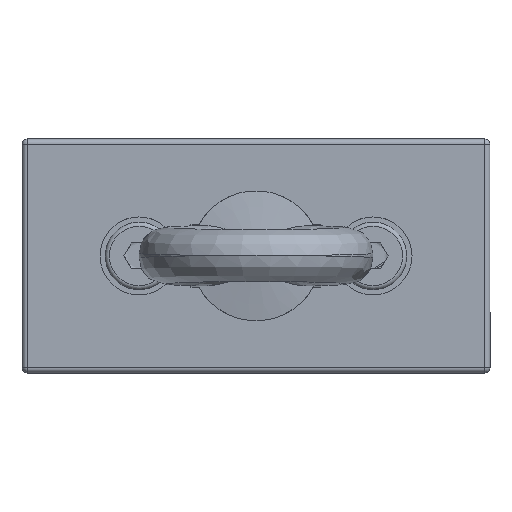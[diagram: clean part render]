
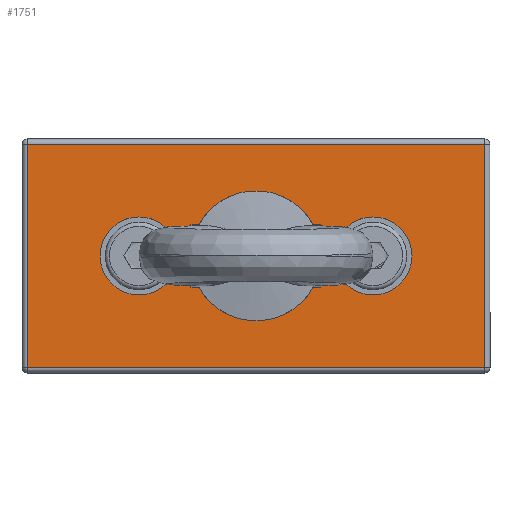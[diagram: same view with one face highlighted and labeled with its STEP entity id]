
A CAD part, top view. The second image highlights one B-rep face of the part: STEP entity #1751.
In plain terms, the highlighted planar face has unit normal (0, 0, 1).
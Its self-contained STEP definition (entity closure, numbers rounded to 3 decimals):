
#83=FACE_BOUND('',#404,.T.);
#84=FACE_BOUND('',#405,.T.);
#85=FACE_BOUND('',#406,.T.);
#176=PLANE('',#2066);
#292=FACE_OUTER_BOUND('',#403,.T.);
#403=EDGE_LOOP('',(#1400,#1401,#1402,#1403));
#404=EDGE_LOOP('',(#1404));
#405=EDGE_LOOP('',(#1405));
#406=EDGE_LOOP('',(#1406));
#501=LINE('',#3428,#614);
#505=LINE('',#3437,#618);
#509=LINE('',#3446,#622);
#513=LINE('',#3455,#626);
#614=VECTOR('',#2371,10.);
#618=VECTOR('',#2381,10.);
#622=VECTOR('',#2391,10.);
#626=VECTOR('',#2401,10.);
#724=CIRCLE('',#2032,4.188);
#743=CIRCLE('',#2067,7.5);
#744=CIRCLE('',#2068,7.5);
#828=VERTEX_POINT('',#3395);
#831=VERTEX_POINT('',#3402);
#833=VERTEX_POINT('',#3407);
#837=VERTEX_POINT('',#3416);
#839=VERTEX_POINT('',#3421);
#851=VERTEX_POINT('',#3474);
#852=VERTEX_POINT('',#3476);
#1016=EDGE_CURVE('',#828,#828,#724,.T.);
#1030=EDGE_CURVE('',#839,#837,#501,.T.);
#1035=EDGE_CURVE('',#833,#839,#505,.T.);
#1040=EDGE_CURVE('',#837,#831,#509,.T.);
#1045=EDGE_CURVE('',#831,#833,#513,.T.);
#1055=EDGE_CURVE('',#851,#851,#743,.T.);
#1056=EDGE_CURVE('',#852,#852,#744,.T.);
#1400=ORIENTED_EDGE('',*,*,#1030,.F.);
#1401=ORIENTED_EDGE('',*,*,#1035,.F.);
#1402=ORIENTED_EDGE('',*,*,#1045,.F.);
#1403=ORIENTED_EDGE('',*,*,#1040,.F.);
#1404=ORIENTED_EDGE('',*,*,#1016,.T.);
#1405=ORIENTED_EDGE('',*,*,#1055,.T.);
#1406=ORIENTED_EDGE('',*,*,#1056,.T.);
#1751=ADVANCED_FACE('',(#292,#83,#84,#85),#176,.T.);
#2032=AXIS2_PLACEMENT_3D('',#3397,#2334,#2335);
#2066=AXIS2_PLACEMENT_3D('',#3473,#2422,#2423);
#2067=AXIS2_PLACEMENT_3D('',#3475,#2424,#2425);
#2068=AXIS2_PLACEMENT_3D('',#3477,#2426,#2427);
#2334=DIRECTION('center_axis',(0.,0.,-1.));
#2335=DIRECTION('ref_axis',(-1.,0.,0.));
#2371=DIRECTION('',(1.,0.,0.));
#2381=DIRECTION('',(0.,1.,0.));
#2391=DIRECTION('',(0.,-1.,0.));
#2401=DIRECTION('',(-1.,0.,0.));
#2422=DIRECTION('center_axis',(0.,0.,1.));
#2423=DIRECTION('ref_axis',(1.,0.,0.));
#2424=DIRECTION('center_axis',(0.,0.,-1.));
#2425=DIRECTION('ref_axis',(1.,0.,0.));
#2426=DIRECTION('center_axis',(0.,0.,-1.));
#2427=DIRECTION('ref_axis',(1.,0.,0.));
#3395=CARTESIAN_POINT('',(4.188,0.,15.));
#3397=CARTESIAN_POINT('Origin',(0.,0.,15.));
#3402=CARTESIAN_POINT('',(44.,-21.5,15.));
#3407=CARTESIAN_POINT('',(-44.,-21.5,15.));
#3416=CARTESIAN_POINT('',(44.,21.5,15.));
#3421=CARTESIAN_POINT('',(-44.,21.5,15.));
#3428=CARTESIAN_POINT('',(-22.5,21.5,15.));
#3437=CARTESIAN_POINT('',(-44.,-11.25,15.));
#3446=CARTESIAN_POINT('',(44.,11.25,15.));
#3455=CARTESIAN_POINT('',(22.5,-21.5,15.));
#3473=CARTESIAN_POINT('Origin',(0.,0.,
15.));
#3474=CARTESIAN_POINT('',(-30.,0.,15.));
#3475=CARTESIAN_POINT('Origin',(-22.5,0.,15.));
#3476=CARTESIAN_POINT('',(15.,0.,15.));
#3477=CARTESIAN_POINT('Origin',(22.5,0.,15.));
